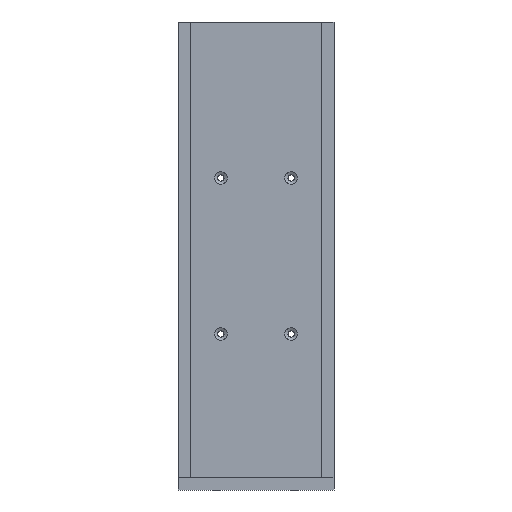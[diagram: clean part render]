
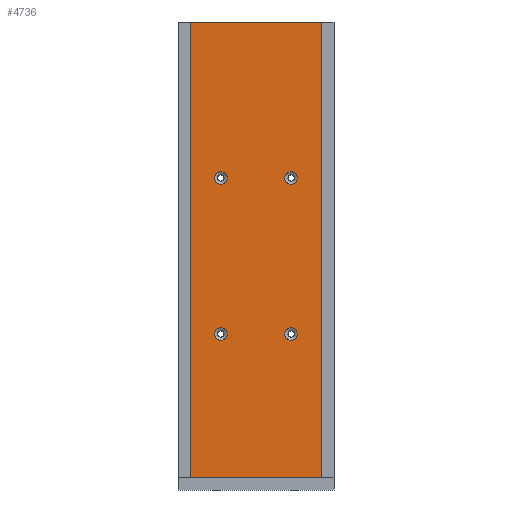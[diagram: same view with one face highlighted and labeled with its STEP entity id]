
A CAD part, left-side view. The second image highlights one B-rep face of the part: STEP entity #4736.
In plain terms, the highlighted planar face has unit normal (-1, 0, 0).
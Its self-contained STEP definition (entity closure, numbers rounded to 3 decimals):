
#99=FACE_BOUND('',#839,.T.);
#100=FACE_BOUND('',#840,.T.);
#101=FACE_BOUND('',#841,.T.);
#102=FACE_BOUND('',#842,.T.);
#239=PLANE('',#5117);
#532=FACE_OUTER_BOUND('',#838,.T.);
#838=EDGE_LOOP('',(#3595,#3596,#3597,#3598));
#839=EDGE_LOOP('',(#3599));
#840=EDGE_LOOP('',(#3600));
#841=EDGE_LOOP('',(#3601));
#842=EDGE_LOOP('',(#3602));
#1257=LINE('',#7206,#1695);
#1259=LINE('',#7210,#1697);
#1261=LINE('',#7214,#1699);
#1262=LINE('',#7215,#1700);
#1695=VECTOR('',#5794,10.);
#1697=VECTOR('',#5798,10.);
#1699=VECTOR('',#5802,10.);
#1700=VECTOR('',#5803,10.);
#2103=CIRCLE('',#5083,4.);
#2106=CIRCLE('',#5088,4.);
#2109=CIRCLE('',#5093,4.);
#2112=CIRCLE('',#5098,4.);
#2334=VERTEX_POINT('',#7127);
#2337=VERTEX_POINT('',#7137);
#2340=VERTEX_POINT('',#7147);
#2343=VERTEX_POINT('',#7157);
#2359=VERTEX_POINT('',#7203);
#2360=VERTEX_POINT('',#7205);
#2361=VERTEX_POINT('',#7209);
#2362=VERTEX_POINT('',#7213);
#2790=EDGE_CURVE('',#2334,#2334,#2103,.T.);
#2795=EDGE_CURVE('',#2337,#2337,#2106,.T.);
#2800=EDGE_CURVE('',#2340,#2340,#2109,.T.);
#2805=EDGE_CURVE('',#2343,#2343,#2112,.T.);
#2827=EDGE_CURVE('',#2360,#2359,#1257,.T.);
#2829=EDGE_CURVE('',#2361,#2360,#1259,.T.);
#2831=EDGE_CURVE('',#2362,#2361,#1261,.T.);
#2832=EDGE_CURVE('',#2362,#2359,#1262,.T.);
#3595=ORIENTED_EDGE('',*,*,#2831,.T.);
#3596=ORIENTED_EDGE('',*,*,#2829,.T.);
#3597=ORIENTED_EDGE('',*,*,#2827,.T.);
#3598=ORIENTED_EDGE('',*,*,#2832,.F.);
#3599=ORIENTED_EDGE('',*,*,#2790,.T.);
#3600=ORIENTED_EDGE('',*,*,#2795,.T.);
#3601=ORIENTED_EDGE('',*,*,#2800,.T.);
#3602=ORIENTED_EDGE('',*,*,#2805,.T.);
#4736=ADVANCED_FACE('',(#532,#99,#100,#101,#102),#239,.T.);
#5083=AXIS2_PLACEMENT_3D('',#7128,#5709,#5710);
#5088=AXIS2_PLACEMENT_3D('',#7138,#5721,#5722);
#5093=AXIS2_PLACEMENT_3D('',#7148,#5733,#5734);
#5098=AXIS2_PLACEMENT_3D('',#7158,#5745,#5746);
#5117=AXIS2_PLACEMENT_3D('',#7212,#5800,#5801);
#5709=DIRECTION('center_axis',(1.,0.,0.));
#5710=DIRECTION('ref_axis',(0.,-1.,0.));
#5721=DIRECTION('center_axis',(1.,0.,0.));
#5722=DIRECTION('ref_axis',(0.,-1.,0.));
#5733=DIRECTION('center_axis',(1.,0.,0.));
#5734=DIRECTION('ref_axis',(0.,-1.,0.));
#5745=DIRECTION('center_axis',(1.,0.,0.));
#5746=DIRECTION('ref_axis',(0.,-1.,0.));
#5794=DIRECTION('',(0.,0.,1.));
#5798=DIRECTION('',(0.,-1.,0.));
#5800=DIRECTION('center_axis',(-1.,0.,0.));
#5801=DIRECTION('ref_axis',(0.,-1.,0.));
#5802=DIRECTION('',(0.,0.,-1.));
#5803=DIRECTION('',(0.,-1.,0.));
#7127=CARTESIAN_POINT('',(-50.,-18.5,100.));
#7128=CARTESIAN_POINT('Origin',(-50.,-22.5,100.));
#7137=CARTESIAN_POINT('',(-50.,26.5,200.));
#7138=CARTESIAN_POINT('Origin',(-50.,22.5,200.));
#7147=CARTESIAN_POINT('',(-50.,-18.5,200.));
#7148=CARTESIAN_POINT('Origin',(-50.,-22.5,200.));
#7157=CARTESIAN_POINT('',(-50.,26.5,100.));
#7158=CARTESIAN_POINT('Origin',(-50.,22.5,100.));
#7203=CARTESIAN_POINT('',(-50.,-42.,300.));
#7205=CARTESIAN_POINT('',(-50.,-42.,8.));
#7206=CARTESIAN_POINT('',(-50.,-42.,150.));
#7209=CARTESIAN_POINT('',(-50.,42.,8.));
#7210=CARTESIAN_POINT('',(-50.,25.,8.));
#7212=CARTESIAN_POINT('Origin',(-50.,50.,0.));
#7213=CARTESIAN_POINT('',(-50.,42.,300.));
#7214=CARTESIAN_POINT('',(-50.,42.,150.));
#7215=CARTESIAN_POINT('',(-50.,50.,300.));
